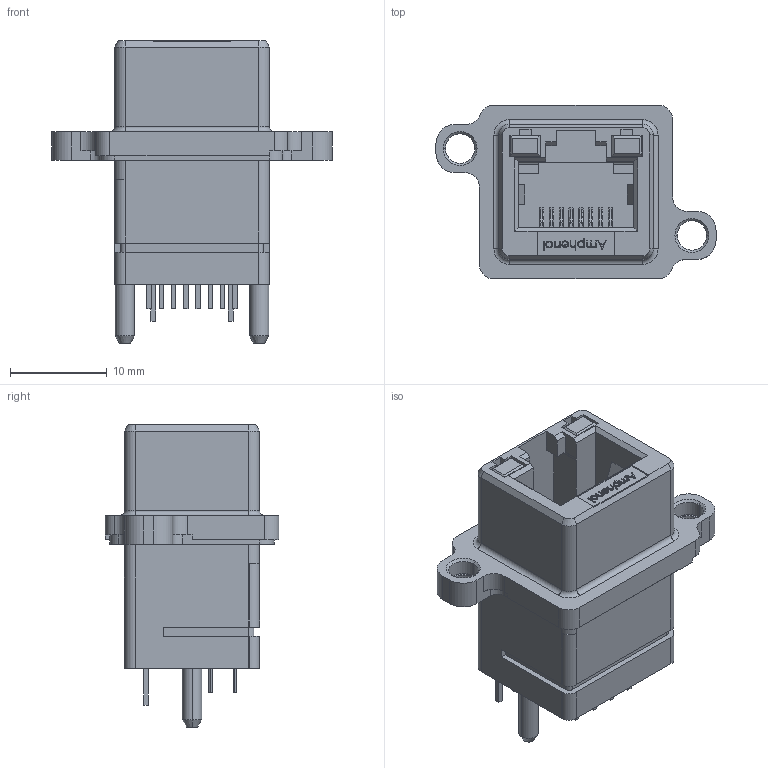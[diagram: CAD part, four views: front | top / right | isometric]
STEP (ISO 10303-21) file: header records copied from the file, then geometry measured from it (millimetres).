
FILE_DESCRIPTION (( 'STEP AP214' ), '1' );
FILE_NAME ('M-MRJ-548X-01-REVM1.STEP', '2009-04-09T18:46:36', ( 'Network Administrator' ), ( 'Amphenol Canada' ), 'SwSTEP 2.0', 'SolidWorks 2009', '' );
FILE_SCHEMA (( 'AUTOMOTIVE_DESIGN' ));
Length unit declared in the file: millimetre
Products named in the file (1): M-MRJ-548X-01-REVM1
Bounding box: 29 x 18 x 31.33 mm (x, y, z)
Volume: 4712.1 mm3; surface area: 3538.9 mm2
Topology: 1 solids, 5 shells, 769 faces, 2056 edges, 1342 vertices
Faces by surface type: plane 460, cylinder 175, torus 68, bspline 50, cone 16
Entity records: 26459 total; most frequent: CARTESIAN_POINT 7210, ORIENTED_EDGE 4112, DIRECTION 3846, EDGE_CURVE 2056, VECTOR 1378, LINE 1378, VERTEX_POINT 1342, AXIS2_PLACEMENT_3D 1234
